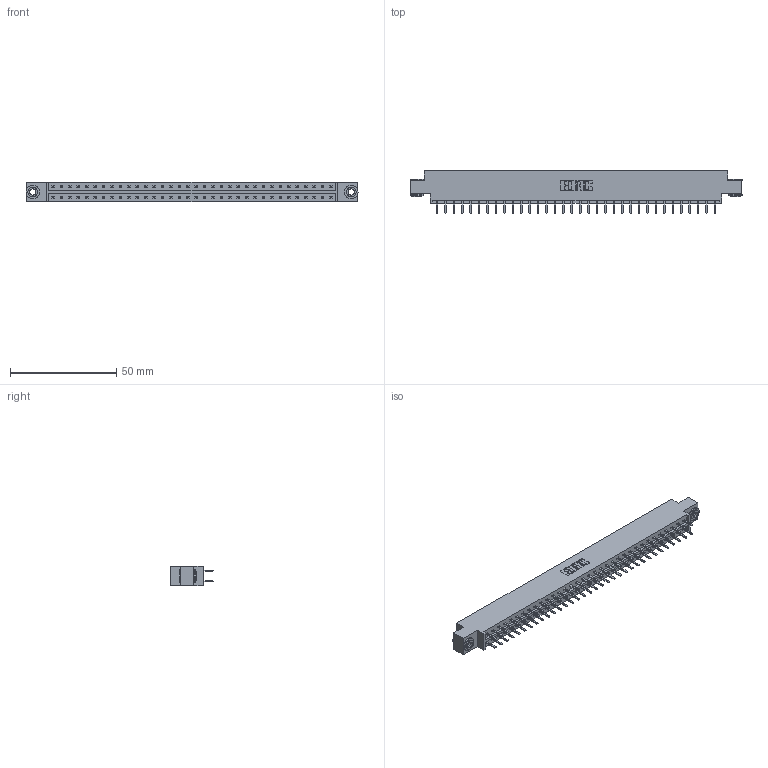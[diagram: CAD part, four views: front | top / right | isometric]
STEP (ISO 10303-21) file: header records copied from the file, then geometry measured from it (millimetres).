
FILE_DESCRIPTION (( 'STEP AP203' ), '1' );
FILE_NAME ('833-068-520-803.STEP', '2020-06-05T10:07:23', ( '' ), ( '' ), 'SwSTEP 2.0', 'SolidWorks 2020', '' );
FILE_SCHEMA (( 'CONFIG_CONTROL_DESIGN' ));
Length unit declared in the file: inch
Products named in the file (4): 345-292-001_345-293-120; 833-068-520-803; 345-250-002_345-250-002-102; 833 Part_Offset - .156 Dia - TH
Assembly tree (71 placements, depth 2):
  833-068-520-803
    833 Part_Offset - .156 Dia - TH
    345-292-001_345-293-120  x68
    345-250-002_345-250-002-102  x2
Bounding box: 156.26 x 20.02 x 9.4 mm (x, y, z)
Volume: 15640.2 mm3; surface area: 18767.2 mm2
Topology: 71 solids, 71 shells, 3964 faces, 11483 edges, 7470 vertices
Faces by surface type: plane 2668, cylinder 1288, cone 8
Entity records: 23804 total; most frequent: CARTESIAN_POINT 3945, ORIENTED_EDGE 3862, DIRECTION 3405, EDGE_CURVE 1931, LINE 1775, VECTOR 1775, VERTEX_POINT 1282, AXIS2_PLACEMENT_3D 815
